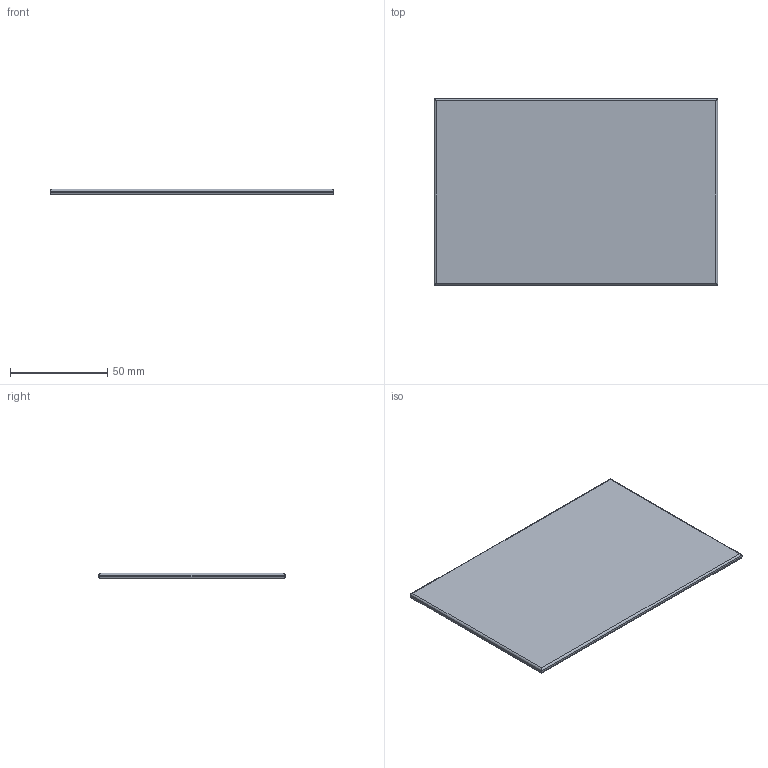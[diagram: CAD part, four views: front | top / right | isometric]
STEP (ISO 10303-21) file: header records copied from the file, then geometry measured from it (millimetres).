
FILE_DESCRIPTION((''),'2;1');
FILE_NAME('0001','2022-11-17T11:00:37',('-'),('IRISOFT'),'CREO PARAMETRIC BY PTC INC, 2021304','CREO PARAMETRIC BY PTC INC, 2021304','');
FILE_SCHEMA(('AUTOMOTIVE_DESIGN { 1 0 10303 214 1 1 1 1 }'));
Length unit declared in the file: millimetre
Products named in the file (1): 0001
Bounding box: 146 x 96 x 3 mm (x, y, z)
Volume: 41841 mm3; surface area: 29067.4 mm2
Topology: 1 solids, 1 shells, 14 faces, 28 edges, 16 vertices
Faces by surface type: cylinder 8, plane 6
Entity records: 941 total; most frequent: CARTESIAN_POINT 538, DIRECTION 71, ORIENTED_EDGE 56, EDGE_CURVE 28, AXIS2_PLACEMENT_3D 24, VECTOR 20, LINE 20, VERTEX_POINT 16
